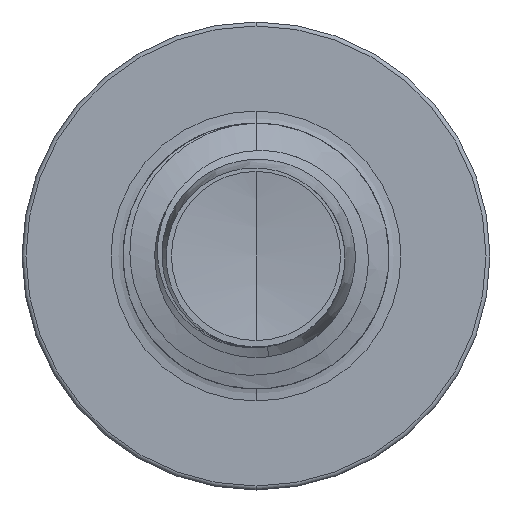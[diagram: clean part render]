
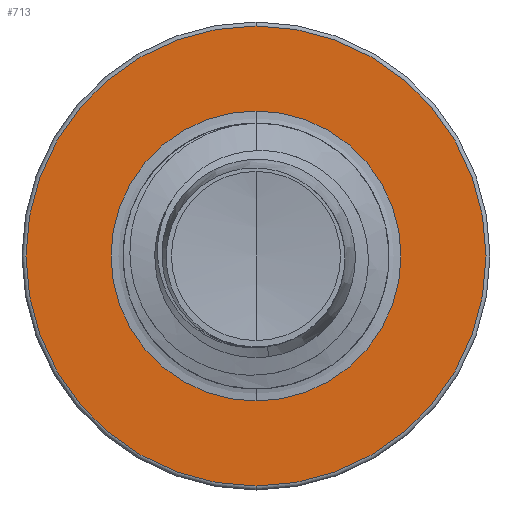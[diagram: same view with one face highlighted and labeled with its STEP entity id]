
A CAD part, front view. The second image highlights one B-rep face of the part: STEP entity #713.
In plain terms, the highlighted planar face has unit normal (0, -1, 0).
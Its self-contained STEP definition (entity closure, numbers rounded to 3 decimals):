
#170 = CARTESIAN_POINT ( 'NONE',  ( 0., 6.5, 0. ) ) ;
#713 = ADVANCED_FACE ( 'NONE', ( #3594, #3417 ), #14837, .F. ) ;
#819 = EDGE_CURVE ( 'NONE', #3636, #18074, #3362, .T. ) ;
#2535 = DIRECTION ( 'NONE',  ( 0., 0., 1. ) ) ;
#3362 = CIRCLE ( 'NONE', #20419, 1.363 ) ;
#3417 = FACE_BOUND ( 'NONE', #9162, .T. ) ;
#3594 = FACE_OUTER_BOUND ( 'NONE', #20382, .T. ) ;
#3636 = VERTEX_POINT ( 'NONE', #16061 ) ;
#4154 = AXIS2_PLACEMENT_3D ( 'NONE', #6847, #19298, #8802 ) ;
#6847 = CARTESIAN_POINT ( 'NONE',  ( 0., 6.5, 0. ) ) ;
#8802 = DIRECTION ( 'NONE',  ( 0., 0., 1. ) ) ;
#9162 = EDGE_LOOP ( 'NONE', ( #22379, #10220 ) ) ;
#10220 = ORIENTED_EDGE ( 'NONE', *, *, #819, .T. ) ;
#10372 = DIRECTION ( 'NONE',  ( 0., 1., 0. ) ) ;
#13115 = CIRCLE ( 'NONE', #4154, 2.163 ) ;
#14369 = CARTESIAN_POINT ( 'NONE',  ( 0., 6.5, -1.363 ) ) ;
#14398 = DIRECTION ( 'NONE',  ( 0., 1., 0. ) ) ;
#14498 = CARTESIAN_POINT ( 'NONE',  ( 0., 6.5, 1.363 ) ) ;
#14606 = ORIENTED_EDGE ( 'NONE', *, *, #21444, .F. ) ;
#14837 = PLANE ( 'NONE',  #17495 ) ;
#15667 = VERTEX_POINT ( 'NONE', #17209 ) ;
#16061 = CARTESIAN_POINT ( 'NONE',  ( 0., 6.5, -1.363 ) ) ;
#16172 = DIRECTION ( 'NONE',  ( 0., 1., 0. ) ) ;
#16244 = CARTESIAN_POINT ( 'NONE',  ( 0., 6.5, 0. ) ) ;
#16467 = VERTEX_POINT ( 'NONE', #20621 ) ;
#16499 = DIRECTION ( 'NONE',  ( 0., 0., 1. ) ) ;
#17151 = CIRCLE ( 'NONE', #18726, 2.163 ) ;
#17209 = CARTESIAN_POINT ( 'NONE',  ( 0., 6.5, -2.162 ) ) ;
#17464 = AXIS2_PLACEMENT_3D ( 'NONE', #170, #14398, #2535 ) ;
#17495 = AXIS2_PLACEMENT_3D ( 'NONE', #14369, #22508, #22530 ) ;
#17928 = EDGE_CURVE ( 'NONE', #15667, #16467, #13115, .T. ) ;
#18074 = VERTEX_POINT ( 'NONE', #14498 ) ;
#18726 = AXIS2_PLACEMENT_3D ( 'NONE', #20432, #10372, #21665 ) ;
#18931 = ORIENTED_EDGE ( 'NONE', *, *, #17928, .F. ) ;
#19298 = DIRECTION ( 'NONE',  ( 0., 1., 0. ) ) ;
#19943 = EDGE_CURVE ( 'NONE', #18074, #3636, #21897, .T. ) ;
#20382 = EDGE_LOOP ( 'NONE', ( #14606, #18931 ) ) ;
#20419 = AXIS2_PLACEMENT_3D ( 'NONE', #16244, #16172, #16499 ) ;
#20432 = CARTESIAN_POINT ( 'NONE',  ( 0., 6.5, 0. ) ) ;
#20621 = CARTESIAN_POINT ( 'NONE',  ( 0., 6.5, 2.163 ) ) ;
#21444 = EDGE_CURVE ( 'NONE', #16467, #15667, #17151, .T. ) ;
#21665 = DIRECTION ( 'NONE',  ( 0., 0., 1. ) ) ;
#21897 = CIRCLE ( 'NONE', #17464, 1.363 ) ;
#22379 = ORIENTED_EDGE ( 'NONE', *, *, #19943, .T. ) ;
#22508 = DIRECTION ( 'NONE',  ( 0., 1., 0. ) ) ;
#22530 = DIRECTION ( 'NONE',  ( 0., 0., 1. ) ) ;
